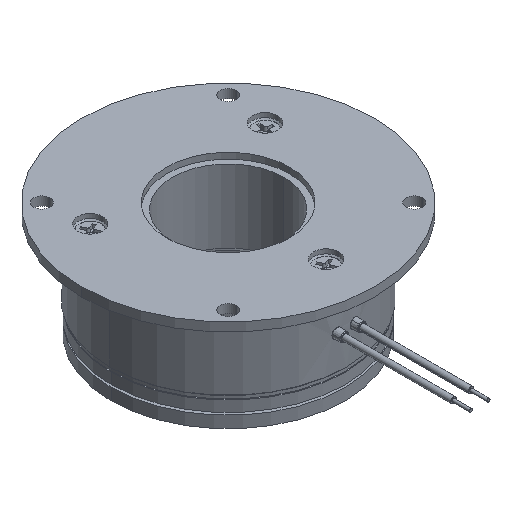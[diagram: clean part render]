
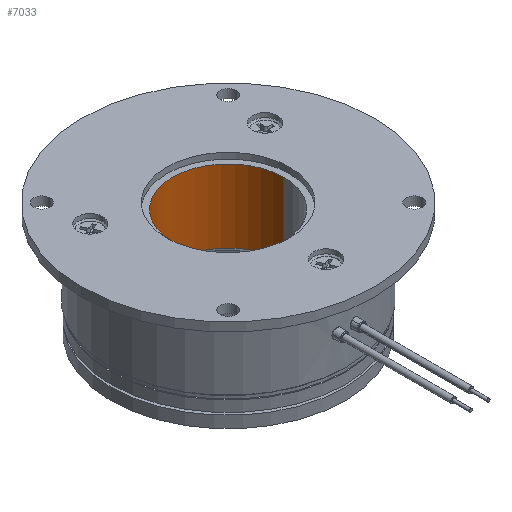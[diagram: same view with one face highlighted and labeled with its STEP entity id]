
A CAD part, isometric view. The second image highlights one B-rep face of the part: STEP entity #7033.
In plain terms, the highlighted cylindrical face has radius 19 mm (diameter 38 mm), a partial arc.
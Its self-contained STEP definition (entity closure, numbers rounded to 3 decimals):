
#52 = VERTEX_POINT ( 'NONE', #16090 ) ;
#153 = DIRECTION ( 'NONE',  ( 1., 0., 0. ) ) ;
#353 = VERTEX_POINT ( 'NONE', #11886 ) ;
#1215 = DIRECTION ( 'NONE',  ( 0., 0., 1. ) ) ;
#2087 = CARTESIAN_POINT ( 'NONE',  ( -19., 0., -26.9 ) ) ;
#2116 = AXIS2_PLACEMENT_3D ( 'NONE', #18449, #14527, #153 ) ;
#3930 = VECTOR ( 'NONE', #12347, 1000. ) ;
#4666 = CIRCLE ( 'NONE', #11093, 19. ) ;
#5767 = ORIENTED_EDGE ( 'NONE', *, *, #6483, .F. ) ;
#6086 = DIRECTION ( 'NONE',  ( 0., 0., 1. ) ) ;
#6483 = EDGE_CURVE ( 'NONE', #17851, #353, #12206, .T. ) ;
#7033 = ADVANCED_FACE ( 'NONE', ( #15202 ), #19762, .F. ) ;
#9535 = ORIENTED_EDGE ( 'NONE', *, *, #10374, .T. ) ;
#10374 = EDGE_CURVE ( 'NONE', #22267, #52, #14110, .T. ) ;
#11025 = CARTESIAN_POINT ( 'NONE',  ( 0., 0., -26.9 ) ) ;
#11093 = AXIS2_PLACEMENT_3D ( 'NONE', #11025, #13305, #19223 ) ;
#11886 = CARTESIAN_POINT ( 'NONE',  ( -19., 0., -2. ) ) ;
#12206 = LINE ( 'NONE', #20779, #3930 ) ;
#12347 = DIRECTION ( 'NONE',  ( 0., 0., 1. ) ) ;
#13305 = DIRECTION ( 'NONE',  ( 0., 0., 1. ) ) ;
#13510 = VECTOR ( 'NONE', #1215, 1000. ) ;
#13983 = DIRECTION ( 'NONE',  ( 1., 0., 0. ) ) ;
#14110 = LINE ( 'NONE', #19621, #13510 ) ;
#14527 = DIRECTION ( 'NONE',  ( 0., 0., 1. ) ) ;
#15068 = CARTESIAN_POINT ( 'NONE',  ( 19., 0., -26.9 ) ) ;
#15125 = EDGE_CURVE ( 'NONE', #22267, #17851, #4666, .T. ) ;
#15202 = FACE_OUTER_BOUND ( 'NONE', #19818, .T. ) ;
#16090 = CARTESIAN_POINT ( 'NONE',  ( 19., 0., -2. ) ) ;
#16531 = AXIS2_PLACEMENT_3D ( 'NONE', #20429, #6086, #13983 ) ;
#17851 = VERTEX_POINT ( 'NONE', #2087 ) ;
#18449 = CARTESIAN_POINT ( 'NONE',  ( 0., 0., -2. ) ) ;
#18887 = ORIENTED_EDGE ( 'NONE', *, *, #22205, .T. ) ;
#19223 = DIRECTION ( 'NONE',  ( 1., 0., 0. ) ) ;
#19621 = CARTESIAN_POINT ( 'NONE',  ( 19., 0., 12.181 ) ) ;
#19762 = CYLINDRICAL_SURFACE ( 'NONE', #16531, 19. ) ;
#19818 = EDGE_LOOP ( 'NONE', ( #5767, #22274, #9535, #18887 ) ) ;
#20429 = CARTESIAN_POINT ( 'NONE',  ( 0., 0., 12.181 ) ) ;
#20779 = CARTESIAN_POINT ( 'NONE',  ( -19., 0., 12.181 ) ) ;
#22205 = EDGE_CURVE ( 'NONE', #52, #353, #24441, .T. ) ;
#22267 = VERTEX_POINT ( 'NONE', #15068 ) ;
#22274 = ORIENTED_EDGE ( 'NONE', *, *, #15125, .F. ) ;
#24441 = CIRCLE ( 'NONE', #2116, 19. ) ;
